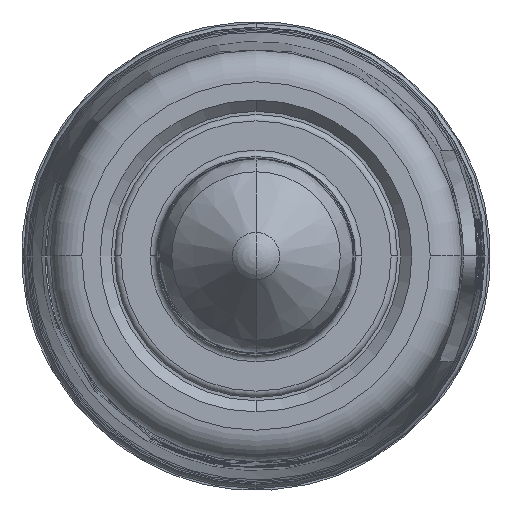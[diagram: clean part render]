
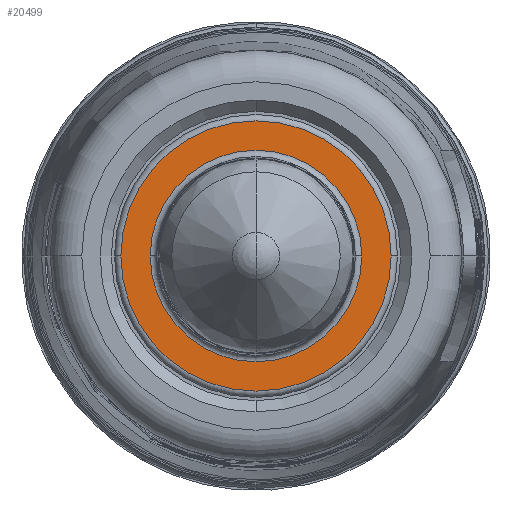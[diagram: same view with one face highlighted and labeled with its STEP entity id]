
A CAD part, front view. The second image highlights one B-rep face of the part: STEP entity #20499.
In plain terms, the highlighted planar face has unit normal (0, -1, 0).
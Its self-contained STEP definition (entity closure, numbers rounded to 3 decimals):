
#7613=CARTESIAN_POINT('',(0.,-41.05,0.));
#7614=DIRECTION('',(0.,-1.,0.));
#7615=DIRECTION('',(-1.,0.,0.));
#7616=AXIS2_PLACEMENT_3D('',#7613,#7614,#7615);
#7638=CARTESIAN_POINT('',(0.,-41.05,0.));
#7639=DIRECTION('',(0.,1.,0.));
#7640=DIRECTION('',(1.,0.,0.));
#7641=AXIS2_PLACEMENT_3D('',#7638,#7639,#7640);
#7873=CARTESIAN_POINT('',(0.,-41.05,0.));
#7874=DIRECTION('',(0.,1.,0.));
#7875=DIRECTION('',(-1.,0.,0.));
#7876=AXIS2_PLACEMENT_3D('',#7873,#7874,#7875);
#7878=CARTESIAN_POINT('',(0.,-41.05,0.));
#7879=DIRECTION('',(0.,-1.,0.));
#7880=DIRECTION('',(1.,0.,0.));
#7881=AXIS2_PLACEMENT_3D('',#7878,#7879,#7880);
#8428=CARTESIAN_POINT('',(3.345,-41.05,0.));
#8429=CARTESIAN_POINT('',(-3.345,-41.05,0.));
#8430=VERTEX_POINT('',#8428);
#8431=VERTEX_POINT('',#8429);
#8432=CARTESIAN_POINT('',(-4.275,-41.05,0.));
#8433=CARTESIAN_POINT('',(4.275,-41.05,0.));
#8434=VERTEX_POINT('',#8432);
#8435=VERTEX_POINT('',#8433);
#20483=CARTESIAN_POINT('',(0.,-41.05,0.));
#20484=DIRECTION('',(0.,1.,0.));
#20485=DIRECTION('',(1.,0.,0.));
#20486=AXIS2_PLACEMENT_3D('',#20483,#20484,#20485);
#20487=PLANE('',#20486);
#20488=ORIENTED_EDGE('',*,*,#20473,.F.);
#20490=ORIENTED_EDGE('',*,*,#20489,.F.);
#20491=EDGE_LOOP('',(#20488,#20490));
#20492=FACE_OUTER_BOUND('',#20491,.F.);
#20494=ORIENTED_EDGE('',*,*,#20493,.F.);
#20496=ORIENTED_EDGE('',*,*,#20495,.F.);
#20497=EDGE_LOOP('',(#20494,#20496));
#20498=FACE_BOUND('',#20497,.F.);
#20499=ADVANCED_FACE('',(#20492,#20498),#20487,.F.);
#7617=CIRCLE('',#7616,4.275);
#7642=CIRCLE('',#7641,3.345);
#7877=CIRCLE('',#7876,3.345);
#7882=CIRCLE('',#7881,4.275);
#20473=EDGE_CURVE('',#8434,#8435,#7617,.T.);
#20489=EDGE_CURVE('',#8435,#8434,#7882,.T.);
#20493=EDGE_CURVE('',#8430,#8431,#7642,.T.);
#20495=EDGE_CURVE('',#8431,#8430,#7877,.T.);
